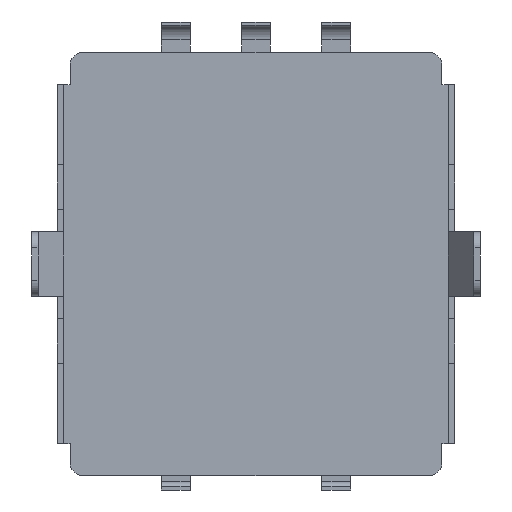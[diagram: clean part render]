
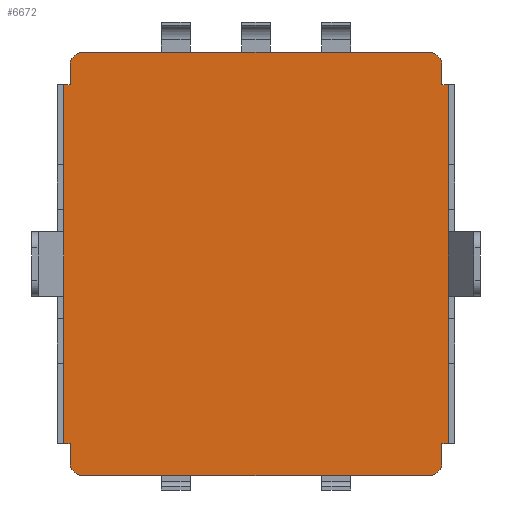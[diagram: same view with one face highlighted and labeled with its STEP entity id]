
A CAD part, front view. The second image highlights one B-rep face of the part: STEP entity #6672.
In plain terms, the highlighted planar face has unit normal (0, -1, 0).
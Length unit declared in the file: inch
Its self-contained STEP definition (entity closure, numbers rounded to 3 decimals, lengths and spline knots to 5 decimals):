
#55 = VERTEX_POINT ( 'NONE', #371 ) ;
#121 = VERTEX_POINT ( 'NONE', #3835 ) ;
#163 = VERTEX_POINT ( 'NONE', #3858 ) ;
#325 = ORIENTED_EDGE ( 'NONE', *, *, #6651, .F. ) ;
#347 = DIRECTION ( 'NONE',  ( 0., 0., 1. ) ) ;
#371 = CARTESIAN_POINT ( 'NONE',  ( -0.22835, 0., -0.22047 ) ) ;
#389 = CARTESIAN_POINT ( 'NONE',  ( 0.23622, 0., 0.22047 ) ) ;
#573 = DIRECTION ( 'NONE',  ( 0., 0., -1. ) ) ;
#766 = EDGE_CURVE ( 'NONE', #3522, #6943, #3641, .T. ) ;
#823 = ORIENTED_EDGE ( 'NONE', *, *, #1426, .T. ) ;
#833 = ORIENTED_EDGE ( 'NONE', *, *, #2599, .F. ) ;
#899 = CARTESIAN_POINT ( 'NONE',  ( 0.2126, 0., 0.25984 ) ) ;
#941 = LINE ( 'NONE', #1941, #6411 ) ;
#956 = VECTOR ( 'NONE', #3698, 39.37008 ) ;
#974 = VECTOR ( 'NONE', #5751, 39.37008 ) ;
#1063 = VERTEX_POINT ( 'NONE', #3761 ) ;
#1319 = EDGE_CURVE ( 'NONE', #5433, #55, #5279, .T. ) ;
#1426 = EDGE_CURVE ( 'NONE', #7212, #163, #5630, .T. ) ;
#1488 = ORIENTED_EDGE ( 'NONE', *, *, #5729, .T. ) ;
#1522 = ORIENTED_EDGE ( 'NONE', *, *, #766, .T. ) ;
#1663 = CARTESIAN_POINT ( 'NONE',  ( -0.22835, 0., 0.24409 ) ) ;
#1744 = DIRECTION ( 'NONE',  ( 0., 0., -1. ) ) ;
#1769 = LINE ( 'NONE', #6305, #6036 ) ;
#1817 = CIRCLE ( 'NONE', #7093, 0.01575 ) ;
#1827 = LINE ( 'NONE', #3172, #956 ) ;
#1927 = VECTOR ( 'NONE', #3803, 39.37008 ) ;
#1941 = CARTESIAN_POINT ( 'NONE',  ( -0.23622, 0., -0.22047 ) ) ;
#1946 = CARTESIAN_POINT ( 'NONE',  ( -0.23622, 0., 0.22047 ) ) ;
#2114 = DIRECTION ( 'NONE',  ( -1., 0., 0. ) ) ;
#2127 = DIRECTION ( 'NONE',  ( 1., 0., 0. ) ) ;
#2388 = CARTESIAN_POINT ( 'NONE',  ( 0.22835, 0., -0.24409 ) ) ;
#2397 = VECTOR ( 'NONE', #6452, 39.37008 ) ;
#2539 = DIRECTION ( 'NONE',  ( 0., -1., 0. ) ) ;
#2566 = AXIS2_PLACEMENT_3D ( 'NONE', #4134, #2539, #4689 ) ;
#2569 = CARTESIAN_POINT ( 'NONE',  ( -0.2126, 0., -0.25984 ) ) ;
#2599 = EDGE_CURVE ( 'NONE', #7212, #4009, #4535, .T. ) ;
#2613 = EDGE_CURVE ( 'NONE', #5433, #6887, #5587, .T. ) ;
#2684 = VERTEX_POINT ( 'NONE', #2864 ) ;
#2780 = DIRECTION ( 'NONE',  ( -1., 0., 0. ) ) ;
#2818 = DIRECTION ( 'NONE',  ( 0., 0., 1. ) ) ;
#2864 = CARTESIAN_POINT ( 'NONE',  ( -0.22835, 0., 0.24409 ) ) ;
#2874 = EDGE_CURVE ( 'NONE', #3770, #2684, #5771, .T. ) ;
#2972 = DIRECTION ( 'NONE',  ( -1., 0., 0. ) ) ;
#3043 = VECTOR ( 'NONE', #573, 39.37008 ) ;
#3095 = FACE_OUTER_BOUND ( 'NONE', #3527, .T. ) ;
#3130 = CARTESIAN_POINT ( 'NONE',  ( -0.22835, 0., -0.24409 ) ) ;
#3172 = CARTESIAN_POINT ( 'NONE',  ( -0.23622, 0., 0.22047 ) ) ;
#3218 = VECTOR ( 'NONE', #2127, 39.37008 ) ;
#3252 = CARTESIAN_POINT ( 'NONE',  ( -0.2126, 0., 0.25984 ) ) ;
#3266 = CARTESIAN_POINT ( 'NONE',  ( -0.23622, 0., -0.22047 ) ) ;
#3482 = ORIENTED_EDGE ( 'NONE', *, *, #3919, .F. ) ;
#3491 = DIRECTION ( 'NONE',  ( 0., -1., 0. ) ) ;
#3522 = VERTEX_POINT ( 'NONE', #5214 ) ;
#3527 = EDGE_LOOP ( 'NONE', ( #4946, #3820, #3564, #7220, #325, #4711, #6945, #6455, #3708, #5401, #1488, #3482, #833, #823, #4766, #1522 ) ) ;
#3564 = ORIENTED_EDGE ( 'NONE', *, *, #4099, .T. ) ;
#3603 = EDGE_CURVE ( 'NONE', #3522, #163, #5461, .T. ) ;
#3605 = LINE ( 'NONE', #3252, #5355 ) ;
#3641 = CIRCLE ( 'NONE', #2566, 0.01575 ) ;
#3645 = VERTEX_POINT ( 'NONE', #1946 ) ;
#3658 = DIRECTION ( 'NONE',  ( 1., 0., 0. ) ) ;
#3698 = DIRECTION ( 'NONE',  ( 1., 0., 0. ) ) ;
#3708 = ORIENTED_EDGE ( 'NONE', *, *, #6830, .F. ) ;
#3761 = CARTESIAN_POINT ( 'NONE',  ( 0.2126, 0., -0.25984 ) ) ;
#3770 = VERTEX_POINT ( 'NONE', #7031 ) ;
#3787 = VECTOR ( 'NONE', #2114, 39.37008 ) ;
#3803 = DIRECTION ( 'NONE',  ( -1., 0., 0. ) ) ;
#3820 = ORIENTED_EDGE ( 'NONE', *, *, #2874, .T. ) ;
#3835 = CARTESIAN_POINT ( 'NONE',  ( 0.22835, 0., -0.24409 ) ) ;
#3840 = LINE ( 'NONE', #2388, #974 ) ;
#3855 = DIRECTION ( 'NONE',  ( 1., 0., 0. ) ) ;
#3858 = CARTESIAN_POINT ( 'NONE',  ( 0.22835, 0., 0.22047 ) ) ;
#3919 = EDGE_CURVE ( 'NONE', #4009, #6176, #5687, .T. ) ;
#3984 = CARTESIAN_POINT ( 'NONE',  ( 0.23622, 0., 0.22047 ) ) ;
#4009 = VERTEX_POINT ( 'NONE', #7194 ) ;
#4099 = EDGE_CURVE ( 'NONE', #2684, #5919, #6876, .T. ) ;
#4134 = CARTESIAN_POINT ( 'NONE',  ( 0.2126, 0., 0.24409 ) ) ;
#4187 = DIRECTION ( 'NONE',  ( 0., 1., 0. ) ) ;
#4194 = LINE ( 'NONE', #3266, #3218 ) ;
#4394 = CARTESIAN_POINT ( 'NONE',  ( 0.23622, 0., -0.22047 ) ) ;
#4520 = DIRECTION ( 'NONE',  ( 0., -1., 0. ) ) ;
#4535 = LINE ( 'NONE', #3984, #3043 ) ;
#4547 = CARTESIAN_POINT ( 'NONE',  ( -0.2126, 0., -0.24409 ) ) ;
#4689 = DIRECTION ( 'NONE',  ( 1., 0., 0. ) ) ;
#4711 = ORIENTED_EDGE ( 'NONE', *, *, #5528, .T. ) ;
#4712 = CARTESIAN_POINT ( 'NONE',  ( -0.22835, 0., 0.22047 ) ) ;
#4747 = VECTOR ( 'NONE', #347, 39.37008 ) ;
#4766 = ORIENTED_EDGE ( 'NONE', *, *, #3603, .F. ) ;
#4893 = AXIS2_PLACEMENT_3D ( 'NONE', #4547, #6131, #2780 ) ;
#4946 = ORIENTED_EDGE ( 'NONE', *, *, #5046, .F. ) ;
#5046 = EDGE_CURVE ( 'NONE', #3770, #6943, #3605, .T. ) ;
#5095 = AXIS2_PLACEMENT_3D ( 'NONE', #5690, #3491, #2818 ) ;
#5214 = CARTESIAN_POINT ( 'NONE',  ( 0.22835, 0., 0.24409 ) ) ;
#5229 = AXIS2_PLACEMENT_3D ( 'NONE', #5263, #4187, #3658 ) ;
#5263 = CARTESIAN_POINT ( 'NONE',  ( 0., 0., 0. ) ) ;
#5279 = LINE ( 'NONE', #6387, #4747 ) ;
#5355 = VECTOR ( 'NONE', #3855, 39.37008 ) ;
#5401 = ORIENTED_EDGE ( 'NONE', *, *, #6200, .T. ) ;
#5433 = VERTEX_POINT ( 'NONE', #3130 ) ;
#5461 = LINE ( 'NONE', #5896, #2397 ) ;
#5528 = EDGE_CURVE ( 'NONE', #6560, #55, #4194, .T. ) ;
#5587 = CIRCLE ( 'NONE', #4893, 0.01575 ) ;
#5596 = CARTESIAN_POINT ( 'NONE',  ( 0.22835, 0., -0.22047 ) ) ;
#5621 = CARTESIAN_POINT ( 'NONE',  ( 0.2126, 0., -0.24409 ) ) ;
#5630 = LINE ( 'NONE', #389, #3787 ) ;
#5687 = LINE ( 'NONE', #4394, #1927 ) ;
#5690 = CARTESIAN_POINT ( 'NONE',  ( -0.2126, 0., 0.24409 ) ) ;
#5728 = CARTESIAN_POINT ( 'NONE',  ( -0.23622, 0., -0.22047 ) ) ;
#5729 = EDGE_CURVE ( 'NONE', #121, #6176, #3840, .T. ) ;
#5751 = DIRECTION ( 'NONE',  ( 0., 0., 1. ) ) ;
#5771 = CIRCLE ( 'NONE', #5095, 0.01575 ) ;
#5896 = CARTESIAN_POINT ( 'NONE',  ( 0.22835, 0., 0.24409 ) ) ;
#5919 = VERTEX_POINT ( 'NONE', #4712 ) ;
#6036 = VECTOR ( 'NONE', #2972, 39.37008 ) ;
#6115 = CARTESIAN_POINT ( 'NONE',  ( 0.23622, 0., 0.22047 ) ) ;
#6131 = DIRECTION ( 'NONE',  ( 0., -1., 0. ) ) ;
#6144 = DIRECTION ( 'NONE',  ( 0., 0., -1. ) ) ;
#6176 = VERTEX_POINT ( 'NONE', #5596 ) ;
#6200 = EDGE_CURVE ( 'NONE', #1063, #121, #1817, .T. ) ;
#6305 = CARTESIAN_POINT ( 'NONE',  ( 0.2126, 0., -0.25984 ) ) ;
#6387 = CARTESIAN_POINT ( 'NONE',  ( -0.22835, 0., -0.24409 ) ) ;
#6411 = VECTOR ( 'NONE', #6984, 39.37008 ) ;
#6423 = PLANE ( 'NONE',  #5229 ) ;
#6452 = DIRECTION ( 'NONE',  ( 0., 0., -1. ) ) ;
#6455 = ORIENTED_EDGE ( 'NONE', *, *, #2613, .T. ) ;
#6560 = VERTEX_POINT ( 'NONE', #5728 ) ;
#6651 = EDGE_CURVE ( 'NONE', #6560, #3645, #941, .T. ) ;
#6672 = ADVANCED_FACE ( 'NONE', ( #3095 ), #6423, .F. ) ;
#6794 = VECTOR ( 'NONE', #6144, 39.37008 ) ;
#6830 = EDGE_CURVE ( 'NONE', #1063, #6887, #1769, .T. ) ;
#6876 = LINE ( 'NONE', #1663, #6794 ) ;
#6887 = VERTEX_POINT ( 'NONE', #2569 ) ;
#6943 = VERTEX_POINT ( 'NONE', #899 ) ;
#6945 = ORIENTED_EDGE ( 'NONE', *, *, #1319, .F. ) ;
#6984 = DIRECTION ( 'NONE',  ( 0., 0., 1. ) ) ;
#7031 = CARTESIAN_POINT ( 'NONE',  ( -0.2126, 0., 0.25984 ) ) ;
#7044 = EDGE_CURVE ( 'NONE', #3645, #5919, #1827, .T. ) ;
#7093 = AXIS2_PLACEMENT_3D ( 'NONE', #5621, #4520, #1744 ) ;
#7194 = CARTESIAN_POINT ( 'NONE',  ( 0.23622, 0., -0.22047 ) ) ;
#7212 = VERTEX_POINT ( 'NONE', #6115 ) ;
#7220 = ORIENTED_EDGE ( 'NONE', *, *, #7044, .F. ) ;
